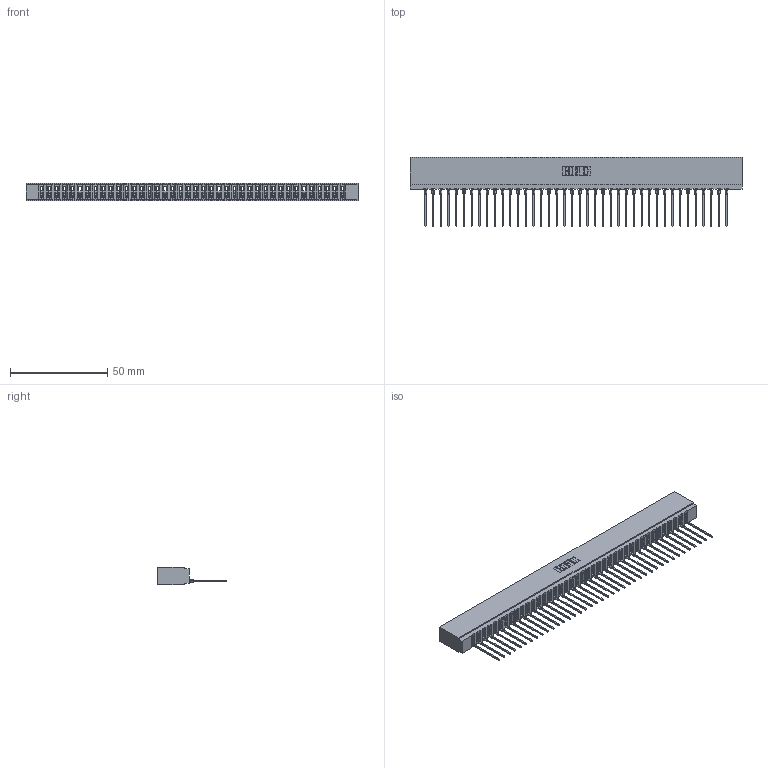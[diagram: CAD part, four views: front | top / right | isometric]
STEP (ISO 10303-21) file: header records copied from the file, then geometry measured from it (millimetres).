
FILE_DESCRIPTION (( 'STEP AP203' ), '1' );
FILE_NAME ('737-040-541-101.STEP', '2020-09-11T02:44:09', ( '' ), ( '' ), 'SwSTEP 2.0', 'SolidWorks 2020', '' );
FILE_SCHEMA (( 'CONFIG_CONTROL_DESIGN' ));
Length unit declared in the file: inch
Products named in the file (3): 737 Part_Insulator Option - 01; 745-292-001_541; 737-040-541-101
Assembly tree (41 placements, depth 2):
  737-040-541-101
    737 Part_Insulator Option - 01
    745-292-001_541  x40
Bounding box: 170.33 x 35.45 x 8.89 mm (x, y, z)
Volume: 16652 mm3; surface area: 23203 mm2
Topology: 41 solids, 41 shells, 4614 faces, 12695 edges, 8010 vertices
Faces by surface type: plane 2774, cylinder 800, bspline 800, torus 240
Entity records: 67627 total; most frequent: CARTESIAN_POINT 12425, ORIENTED_EDGE 11896, DIRECTION 10304, EDGE_CURVE 5948, LINE 5526, VECTOR 5526, VERTEX_POINT 3798, AXIS2_PLACEMENT_3D 2389
